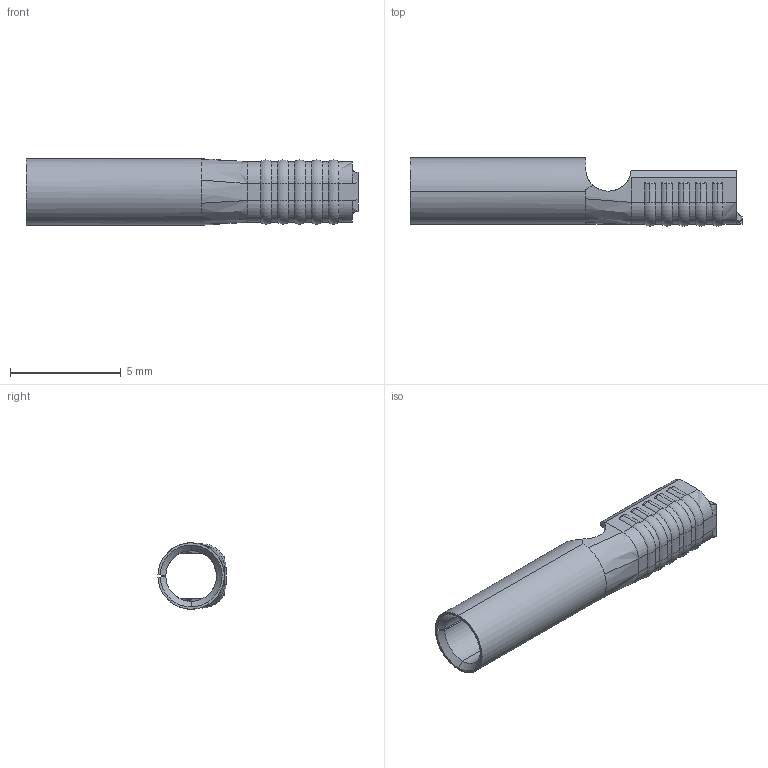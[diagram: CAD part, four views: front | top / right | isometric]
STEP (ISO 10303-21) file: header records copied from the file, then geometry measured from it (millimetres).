
FILE_DESCRIPTION (( 'STEP AP203' ), '1' );
FILE_NAME ('09367.STEP', '2015-02-05T14:28:18', ( '' ), ( '' ), 'SwSTEP 2.0', 'SolidWorks 2014', '' );
FILE_SCHEMA (( 'CONFIG_CONTROL_DESIGN' ));
Length unit declared in the file: inch
Products named in the file (1): 09367
Bounding box: 14.99 x 3.07 x 3 mm (x, y, z)
Volume: 36.2 mm3; surface area: 230.9 mm2
Topology: 1 solids, 1 shells, 220 faces, 517 edges, 299 vertices
Faces by surface type: plane 85, cylinder 64, torus 30, cone 23, bspline 18
Entity records: 6837 total; most frequent: CARTESIAN_POINT 1840, ORIENTED_EDGE 1034, DIRECTION 1019, EDGE_CURVE 517, AXIS2_PLACEMENT_3D 353, VECTOR 313, LINE 313, VERTEX_POINT 299
